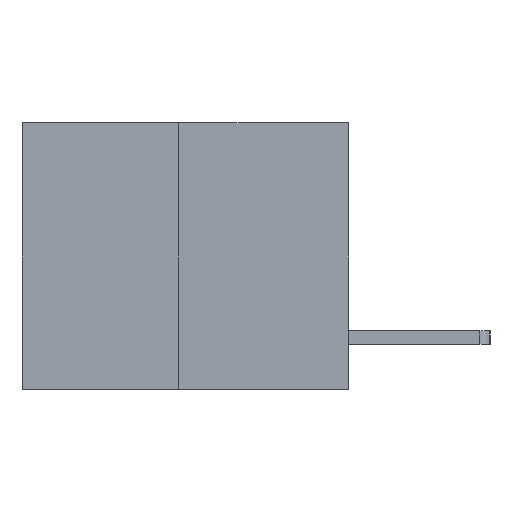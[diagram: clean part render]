
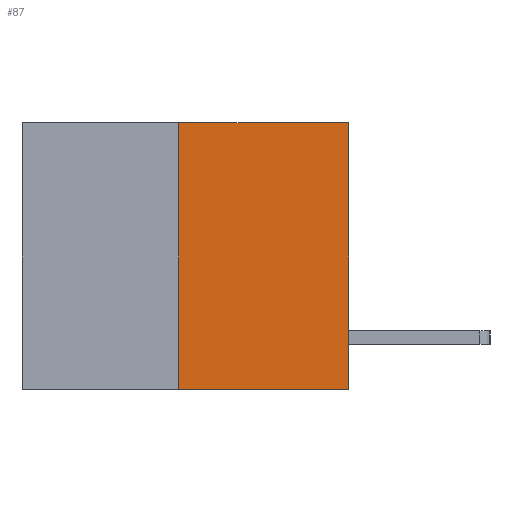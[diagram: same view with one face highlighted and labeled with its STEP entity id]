
A CAD part, left-side view. The second image highlights one B-rep face of the part: STEP entity #87.
In plain terms, the highlighted planar face has unit normal (-1, 0, 0).
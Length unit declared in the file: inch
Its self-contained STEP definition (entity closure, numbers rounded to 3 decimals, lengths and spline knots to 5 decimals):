
#54 = VECTOR ( 'NONE', #1306, 39.37008 ) ;
#87 = ADVANCED_FACE ( 'NONE', ( #5755 ), #10819, .F. ) ;
#781 = EDGE_CURVE ( 'NONE', #9285, #7765, #3812, .T. ) ;
#1111 = VECTOR ( 'NONE', #2250, 39.37008 ) ;
#1162 = AXIS2_PLACEMENT_3D ( 'NONE', #10847, #3017, #9176 ) ;
#1306 = DIRECTION ( 'NONE',  ( 0., 0., 1. ) ) ;
#1671 = DIRECTION ( 'NONE',  ( 0., -1., 0. ) ) ;
#2250 = DIRECTION ( 'NONE',  ( 0., -1., 0. ) ) ;
#2665 = VERTEX_POINT ( 'NONE', #7915 ) ;
#2688 = ORIENTED_EDGE ( 'NONE', *, *, #7185, .T. ) ;
#3017 = DIRECTION ( 'NONE',  ( 1., 0., 0. ) ) ;
#3059 = ORIENTED_EDGE ( 'NONE', *, *, #9595, .F. ) ;
#3812 = LINE ( 'NONE', #6820, #8227 ) ;
#4067 = CARTESIAN_POINT ( 'NONE',  ( 0., 0.312, -0.49 ) ) ;
#4728 = LINE ( 'NONE', #8383, #54 ) ;
#4757 = LINE ( 'NONE', #4067, #5456 ) ;
#5456 = VECTOR ( 'NONE', #10104, 39.37008 ) ;
#5755 = FACE_OUTER_BOUND ( 'NONE', #9480, .T. ) ;
#6820 = CARTESIAN_POINT ( 'NONE',  ( 0., 0.6, 0. ) ) ;
#7185 = EDGE_CURVE ( 'NONE', #7602, #2665, #9236, .T. ) ;
#7290 = CARTESIAN_POINT ( 'NONE',  ( 0., 0., 0. ) ) ;
#7572 = ORIENTED_EDGE ( 'NONE', *, *, #11357, .T. ) ;
#7602 = VERTEX_POINT ( 'NONE', #8068 ) ;
#7765 = VERTEX_POINT ( 'NONE', #7290 ) ;
#7915 = CARTESIAN_POINT ( 'NONE',  ( 0., 0., -0.49 ) ) ;
#8068 = CARTESIAN_POINT ( 'NONE',  ( 0., 0.312, -0.49 ) ) ;
#8227 = VECTOR ( 'NONE', #1671, 39.37008 ) ;
#8362 = CARTESIAN_POINT ( 'NONE',  ( 0., 0.6, -0.49 ) ) ;
#8383 = CARTESIAN_POINT ( 'NONE',  ( 0., 0., 0. ) ) ;
#8847 = CARTESIAN_POINT ( 'NONE',  ( 0., 0.312, 0. ) ) ;
#9176 = DIRECTION ( 'NONE',  ( 0., 0., -1. ) ) ;
#9236 = LINE ( 'NONE', #8362, #1111 ) ;
#9285 = VERTEX_POINT ( 'NONE', #8847 ) ;
#9480 = EDGE_LOOP ( 'NONE', ( #3059, #2688, #7572, #9958 ) ) ;
#9595 = EDGE_CURVE ( 'NONE', #7602, #9285, #4757, .T. ) ;
#9958 = ORIENTED_EDGE ( 'NONE', *, *, #781, .F. ) ;
#10104 = DIRECTION ( 'NONE',  ( 0., 0., 1. ) ) ;
#10819 = PLANE ( 'NONE',  #1162 ) ;
#10847 = CARTESIAN_POINT ( 'NONE',  ( 0., 0.6, 0. ) ) ;
#11357 = EDGE_CURVE ( 'NONE', #2665, #7765, #4728, .T. ) ;
